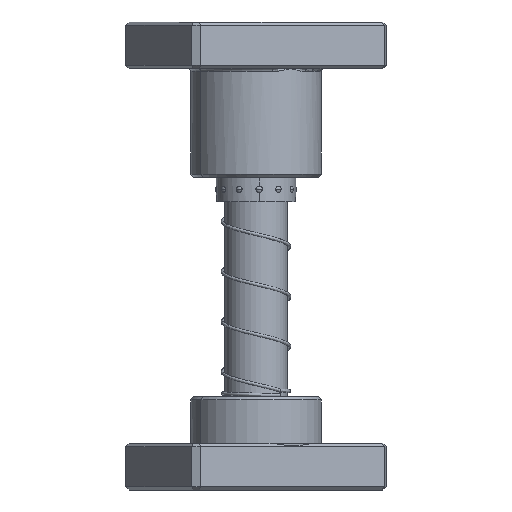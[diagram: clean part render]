
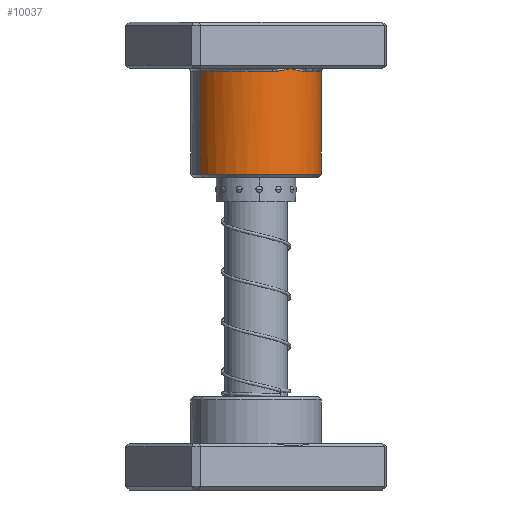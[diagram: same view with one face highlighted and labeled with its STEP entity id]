
A CAD part, front view. The second image highlights one B-rep face of the part: STEP entity #10037.
In plain terms, the highlighted cylindrical face has radius 21 mm (diameter 42 mm), a partial arc.
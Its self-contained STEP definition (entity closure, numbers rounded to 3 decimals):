
#107 = B_SPLINE_CURVE_WITH_KNOTS ( 'NONE', 3,
 ( #4177, #6744, #25491, #9514, #28164, #12205, #30841, #14860, #33497, #17574, #1659, #20263 ),
 .UNSPECIFIED., .F., .F.,
 ( 4, 2, 2, 2, 2, 4 ),
 ( 0., 0.002, 0.003, 0.005, 0.006, 0.006 ),
 .UNSPECIFIED. ) ;
#1067 = EDGE_CURVE ( 'NONE', #24622, #16701, #5870, .T. ) ;
#1393 = VERTEX_POINT ( 'NONE', #16398 ) ;
#1487 = CYLINDRICAL_SURFACE ( 'NONE', #12090, 21. ) ;
#1562 = EDGE_CURVE ( 'NONE', #22919, #24622, #19583, .T. ) ;
#1622 = CARTESIAN_POINT ( 'NONE',  ( 0., 0., 49. ) ) ;
#1659 = CARTESIAN_POINT ( 'NONE',  ( -0.261, -21., 15.058 ) ) ;
#3311 = VECTOR ( 'NONE', #16534, 1000. ) ;
#3768 = CARTESIAN_POINT ( 'NONE',  ( 6.259, -20.045, 16. ) ) ;
#4177 = CARTESIAN_POINT ( 'NONE',  ( -6.259, -20.045, 16. ) ) ;
#4261 = DIRECTION ( 'NONE',  ( 1., 0., 0. ) ) ;
#4733 = AXIS2_PLACEMENT_3D ( 'NONE', #20145, #23395, #10216 ) ;
#5870 = CIRCLE ( 'NONE', #4733, 21. ) ;
#5928 = DIRECTION ( 'NONE',  ( 0., 0., 1. ) ) ;
#6420 = CARTESIAN_POINT ( 'NONE',  ( 21., 0., 49. ) ) ;
#6744 = CARTESIAN_POINT ( 'NONE',  ( -5.741, -20.207, 16. ) ) ;
#7230 = EDGE_CURVE ( 'NONE', #13940, #22919, #18111, .T. ) ;
#7929 = B_SPLINE_CURVE_WITH_KNOTS ( 'NONE', 3,
 ( #18559, #32188, #23933, #7958, #26594, #10645, #29260, #13334 ),
 .UNSPECIFIED., .F., .F.,
 ( 4, 2, 2, 4 ),
 ( 0., 0.003, 0.005, 0.006 ),
 .UNSPECIFIED. ) ;
#7958 = CARTESIAN_POINT ( 'NONE',  ( 3.67, -20.684, 15.754 ) ) ;
#9514 = CARTESIAN_POINT ( 'NONE',  ( -4.189, -20.585, 15.837 ) ) ;
#10037 = ADVANCED_FACE ( 'NONE', ( #29765 ), #1487, .T. ) ;
#10216 = DIRECTION ( 'NONE',  ( 1., 0., 0. ) ) ;
#10645 = CARTESIAN_POINT ( 'NONE',  ( 5.225, -20.347, 15.959 ) ) ;
#11437 = CARTESIAN_POINT ( 'NONE',  ( 0., 0., 50. ) ) ;
#11528 = EDGE_LOOP ( 'NONE', ( #31935, #14619, #18804, #27097, #15583, #31673, #23440 ) ) ;
#12090 = AXIS2_PLACEMENT_3D ( 'NONE', #11437, #27532, #14238 ) ;
#12205 = CARTESIAN_POINT ( 'NONE',  ( -2.627, -20.842, 15.566 ) ) ;
#13103 = CARTESIAN_POINT ( 'NONE',  ( 21., 0., 16. ) ) ;
#13282 = AXIS2_PLACEMENT_3D ( 'NONE', #1622, #20226, #4261 ) ;
#13334 = CARTESIAN_POINT ( 'NONE',  ( 6.259, -20.045, 16. ) ) ;
#13940 = VERTEX_POINT ( 'NONE', #6420 ) ;
#14238 = DIRECTION ( 'NONE',  ( -1., 0., 0. ) ) ;
#14358 = EDGE_CURVE ( 'NONE', #21822, #33414, #17059, .T. ) ;
#14619 = ORIENTED_EDGE ( 'NONE', *, *, #7230, .T. ) ;
#14860 = CARTESIAN_POINT ( 'NONE',  ( -1.314, -20.96, 15.291 ) ) ;
#15583 = ORIENTED_EDGE ( 'NONE', *, *, #31135, .T. ) ;
#16398 = CARTESIAN_POINT ( 'NONE',  ( 0., -21., 15. ) ) ;
#16534 = DIRECTION ( 'NONE',  ( 0., 0., -1. ) ) ;
#16701 = VERTEX_POINT ( 'NONE', #20078 ) ;
#17059 = CIRCLE ( 'NONE', #17186, 21. ) ;
#17092 = DIRECTION ( 'NONE',  ( 0., 0., -1. ) ) ;
#17186 = AXIS2_PLACEMENT_3D ( 'NONE', #21881, #5928, #24562 ) ;
#17449 = LINE ( 'NONE', #27012, #3311 ) ;
#17574 = CARTESIAN_POINT ( 'NONE',  ( -0.526, -20.995, 15.117 ) ) ;
#18111 = CIRCLE ( 'NONE', #13282, 21. ) ;
#18559 = CARTESIAN_POINT ( 'NONE',  ( 0., -21., 15. ) ) ;
#18743 = VECTOR ( 'NONE', #17092, 1000. ) ;
#18804 = ORIENTED_EDGE ( 'NONE', *, *, #1562, .T. ) ;
#19583 = LINE ( 'NONE', #19653, #18743 ) ;
#19653 = CARTESIAN_POINT ( 'NONE',  ( -21., 0., 50. ) ) ;
#20078 = CARTESIAN_POINT ( 'NONE',  ( -6.259, -20.045, 16. ) ) ;
#20145 = CARTESIAN_POINT ( 'NONE',  ( 0., 0., 16. ) ) ;
#20226 = DIRECTION ( 'NONE',  ( 0., 0., -1. ) ) ;
#20263 = CARTESIAN_POINT ( 'NONE',  ( 0., -21., 15. ) ) ;
#21822 = VERTEX_POINT ( 'NONE', #3768 ) ;
#21881 = CARTESIAN_POINT ( 'NONE',  ( 0., 0., 16. ) ) ;
#22059 = EDGE_CURVE ( 'NONE', #1393, #21822, #7929, .T. ) ;
#22803 = EDGE_CURVE ( 'NONE', #13940, #33414, #17449, .T. ) ;
#22919 = VERTEX_POINT ( 'NONE', #25027 ) ;
#23395 = DIRECTION ( 'NONE',  ( 0., 0., 1. ) ) ;
#23440 = ORIENTED_EDGE ( 'NONE', *, *, #14358, .T. ) ;
#23933 = CARTESIAN_POINT ( 'NONE',  ( 2.106, -20.921, 15.471 ) ) ;
#24562 = DIRECTION ( 'NONE',  ( 1., 0., 0. ) ) ;
#24622 = VERTEX_POINT ( 'NONE', #30816 ) ;
#25027 = CARTESIAN_POINT ( 'NONE',  ( -21., 0., 49. ) ) ;
#25491 = CARTESIAN_POINT ( 'NONE',  ( -5.225, -20.347, 15.959 ) ) ;
#26594 = CARTESIAN_POINT ( 'NONE',  ( 4.189, -20.585, 15.837 ) ) ;
#27012 = CARTESIAN_POINT ( 'NONE',  ( 21., 0., 50. ) ) ;
#27097 = ORIENTED_EDGE ( 'NONE', *, *, #1067, .T. ) ;
#27532 = DIRECTION ( 'NONE',  ( 0., 0., -1. ) ) ;
#28164 = CARTESIAN_POINT ( 'NONE',  ( -3.67, -20.684, 15.754 ) ) ;
#29260 = CARTESIAN_POINT ( 'NONE',  ( 5.741, -20.207, 16. ) ) ;
#29765 = FACE_OUTER_BOUND ( 'NONE', #11528, .T. ) ;
#30816 = CARTESIAN_POINT ( 'NONE',  ( -21., 0., 16. ) ) ;
#30841 = CARTESIAN_POINT ( 'NONE',  ( -2.103, -20.901, 15.459 ) ) ;
#31135 = EDGE_CURVE ( 'NONE', #16701, #1393, #107, .T. ) ;
#31673 = ORIENTED_EDGE ( 'NONE', *, *, #22059, .T. ) ;
#31935 = ORIENTED_EDGE ( 'NONE', *, *, #22803, .F. ) ;
#32188 = CARTESIAN_POINT ( 'NONE',  ( 1.052, -21., 15.235 ) ) ;
#33414 = VERTEX_POINT ( 'NONE', #13103 ) ;
#33497 = CARTESIAN_POINT ( 'NONE',  ( -1.052, -20.975, 15.234 ) ) ;
